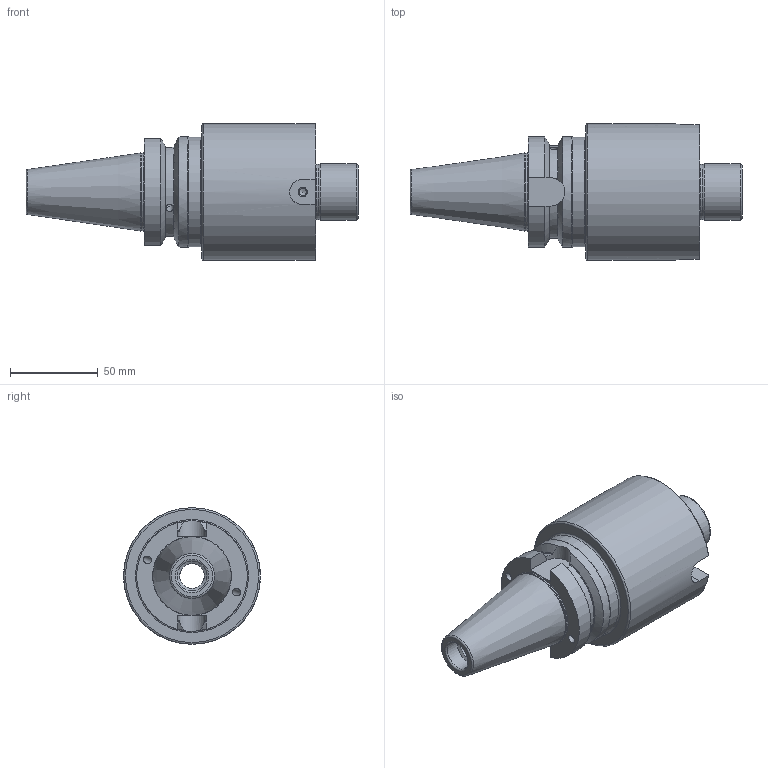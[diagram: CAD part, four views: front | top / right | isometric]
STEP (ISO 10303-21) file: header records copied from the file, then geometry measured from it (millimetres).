
FILE_DESCRIPTION(/* description */ (''),/* implementation_level */ '2;1');
FILE_NAME(/* name */ '7540051-34.stp',/* time_stamp */ '2021-06-24T10:22:00+02:00',/* author */ ('SCHUESSLER'),/* organization */ (''),/* preprocessor_version */ 'ST-DEVELOPER v17.2',/* originating_system */ 'Autodesk Inventor 2019',/* authorisation */ '');
FILE_SCHEMA (('AUTOMOTIVE_DESIGN { 1 0 10303 214 3 1 1 }'));
Length unit declared in the file: millimetre
Products named in the file (1): 7540051-34
Bounding box: 189.4 x 78 x 78 mm (x, y, z)
Volume: 450380.3 mm3; surface area: 53181.6 mm2
Topology: 1 solids, 1 shells, 85 faces, 280 edges, 196 vertices
Faces by surface type: cylinder 27, cone 21, plane 21, torus 16
Full cylindrical faces by diameter (mm): 4 x4, 4.134 x2, 4.2 x4, 14 x1, 17 x2, 31.4 x1, 32 x1, 44.25 x1, 62.5 x1, 63 x1, 78 x1
Entity records: 3531 total; most frequent: CARTESIAN_POINT 964, ORIENTED_EDGE 548, DIRECTION 548, EDGE_CURVE 274, AXIS2_PLACEMENT_3D 232, VERTEX_POINT 196, CIRCLE 138, EDGE_LOOP 100
